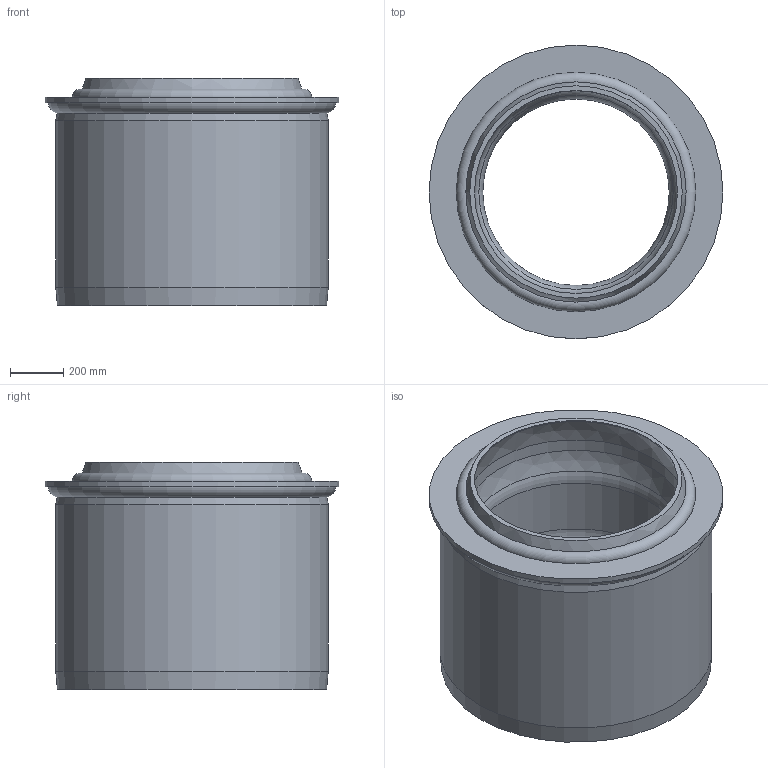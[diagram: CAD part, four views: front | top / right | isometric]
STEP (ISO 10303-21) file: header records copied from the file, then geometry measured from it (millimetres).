
FILE_DESCRIPTION(/* description */ (''),/* implementation_level */ '2;1');
FILE_NAME(/* name */ '00604.CD0X_3D.stp',/* time_stamp */ '2024-12-11T12:59:00+01:00',/* author */ ('CAD'),/* organization */ (''),/* preprocessor_version */ 'ST-DEVELOPER v20',/* originating_system */ 'AutoCAD Mechanical',/* authorisation */ '');
FILE_SCHEMA (('AUTOMOTIVE_DESIGN { 1 0 10303 214 3 1 1 }'));
Length unit declared in the file: centimetre
Products named in the file (1): Product
Bounding box: 1100 x 1100 x 850 mm (x, y, z)
Volume: 87744384.8 mm3; surface area: 10193726.1 mm2
Topology: 6 solids, 6 shells, 41 faces, 84 edges, 53 vertices
Faces by surface type: cylinder 10, plane 10, torus 8, cone 8, bspline 5
Full cylindrical faces by diameter (mm): 698 x1, 730 x1, 760 x1, 792 x1, 810 x1, 842 x1, 860 x1, 980 x1, 1020 x1, 1100 x1
Entity records: 1271 total; most frequent: CARTESIAN_POINT 309, DIRECTION 224, ORIENTED_EDGE 168, AXIS2_PLACEMENT_3D 103, EDGE_CURVE 84, CIRCLE 66, VERTEX_POINT 53, EDGE_LOOP 51
